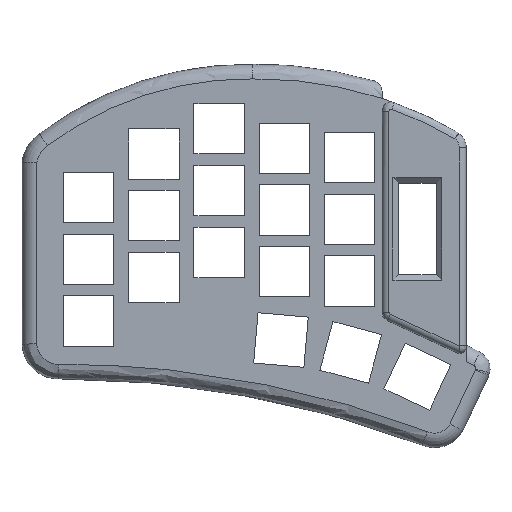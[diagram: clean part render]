
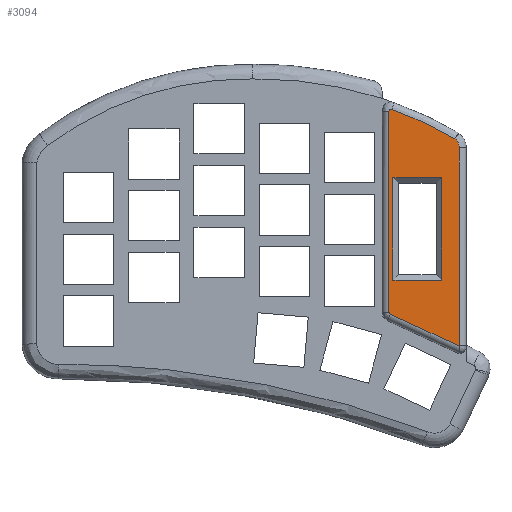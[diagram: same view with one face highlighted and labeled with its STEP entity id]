
A CAD part, top view. The second image highlights one B-rep face of the part: STEP entity #3094.
In plain terms, the highlighted planar face has unit normal (0, 0, 1).
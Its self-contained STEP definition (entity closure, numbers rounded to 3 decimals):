
#45=FACE_BOUND('',#1091,.T.);
#93=LINE('',#4289,#447);
#94=LINE('',#4293,#448);
#95=LINE('',#4297,#449);
#96=LINE('',#4315,#450);
#97=LINE('',#4317,#451);
#98=LINE('',#4319,#452);
#99=LINE('',#4320,#453);
#447=VECTOR('',#3470,10.);
#448=VECTOR('',#3473,10.);
#449=VECTOR('',#3476,10.);
#450=VECTOR('',#3477,10.);
#451=VECTOR('',#3478,10.);
#452=VECTOR('',#3479,10.);
#453=VECTOR('',#3480,10.);
#801=PLANE('',#3276);
#922=FACE_OUTER_BOUND('',#1090,.T.);
#1090=EDGE_LOOP('',(#2165,#2166,#2167,#2168,#2169,#2170,#2171,#2172));
#1091=EDGE_LOOP('',(#2173,#2174,#2175,#2176));
#1304=B_SPLINE_CURVE_WITH_KNOTS('',3,(#4229,#4230,#4231,#4232,#4233,#4234),
 .UNSPECIFIED.,.F.,.F.,(4,1,1,4),(-0.115,-0.082,
-0.049,0.),.UNSPECIFIED.);
#1309=B_SPLINE_CURVE_WITH_KNOTS('',3,(#4299,#4300,#4301,#4302,#4303,#4304,
#4305,#4306),.UNSPECIFIED.,.F.,.F.,(4,2,2,4),(0.018,0.037,
0.308,0.308),.UNSPECIFIED.);
#1310=B_SPLINE_CURVE_WITH_KNOTS('',3,(#4307,#4308,#4309,#4310,#4311,#4312),
 .UNSPECIFIED.,.F.,.F.,(4,2,4),(0.349,2.25,2.269),
 .UNSPECIFIED.);
#1365=CIRCLE('',#3277,0.709);
#1366=CIRCLE('',#3278,0.135);
#1406=VERTEX_POINT('',#4226);
#1407=VERTEX_POINT('',#4228);
#1411=VERTEX_POINT('',#4288);
#1412=VERTEX_POINT('',#4290);
#1413=VERTEX_POINT('',#4292);
#1414=VERTEX_POINT('',#4294);
#1415=VERTEX_POINT('',#4296);
#1416=VERTEX_POINT('',#4298);
#1417=VERTEX_POINT('',#4313);
#1418=VERTEX_POINT('',#4314);
#1419=VERTEX_POINT('',#4316);
#1420=VERTEX_POINT('',#4318);
#1701=EDGE_CURVE('',#1406,#1407,#1304,.T.);
#1707=EDGE_CURVE('',#1411,#1406,#93,.T.);
#1708=EDGE_CURVE('',#1412,#1411,#1365,.T.);
#1709=EDGE_CURVE('',#1413,#1412,#94,.T.);
#1710=EDGE_CURVE('',#1414,#1413,#1366,.T.);
#1711=EDGE_CURVE('',#1415,#1414,#95,.T.);
#1712=EDGE_CURVE('',#1416,#1415,#1309,.T.);
#1713=EDGE_CURVE('',#1407,#1416,#1310,.T.);
#1714=EDGE_CURVE('',#1417,#1418,#96,.T.);
#1715=EDGE_CURVE('',#1419,#1417,#97,.T.);
#1716=EDGE_CURVE('',#1420,#1419,#98,.T.);
#1717=EDGE_CURVE('',#1418,#1420,#99,.T.);
#2165=ORIENTED_EDGE('',*,*,#1701,.F.);
#2166=ORIENTED_EDGE('',*,*,#1707,.F.);
#2167=ORIENTED_EDGE('',*,*,#1708,.F.);
#2168=ORIENTED_EDGE('',*,*,#1709,.F.);
#2169=ORIENTED_EDGE('',*,*,#1710,.F.);
#2170=ORIENTED_EDGE('',*,*,#1711,.F.);
#2171=ORIENTED_EDGE('',*,*,#1712,.F.);
#2172=ORIENTED_EDGE('',*,*,#1713,.F.);
#2173=ORIENTED_EDGE('',*,*,#1714,.F.);
#2174=ORIENTED_EDGE('',*,*,#1715,.F.);
#2175=ORIENTED_EDGE('',*,*,#1716,.F.);
#2176=ORIENTED_EDGE('',*,*,#1717,.F.);
#3094=ADVANCED_FACE('',(#922,#45),#801,.T.);
#3276=AXIS2_PLACEMENT_3D('',#4287,#3468,#3469);
#3277=AXIS2_PLACEMENT_3D('',#4291,#3471,#3472);
#3278=AXIS2_PLACEMENT_3D('',#4295,#3474,#3475);
#3468=DIRECTION('center_axis',(0.,0.,1.));
#3469=DIRECTION('ref_axis',(1.,0.,0.));
#3470=DIRECTION('',(0.,1.,0.));
#3471=DIRECTION('center_axis',(0.,0.,-1.));
#3472=DIRECTION('ref_axis',(-0.81,-0.586,0.));
#3473=DIRECTION('',(-0.908,0.419,0.));
#3474=DIRECTION('center_axis',(0.,0.,-1.));
#3475=DIRECTION('ref_axis',(0.751,-0.661,0.));
#3476=DIRECTION('',(0.,-1.,0.));
#3477=DIRECTION('',(0.,1.,0.));
#3478=DIRECTION('',(1.,0.,0.));
#3479=DIRECTION('',(0.,-1.,0.));
#3480=DIRECTION('',(-1.,0.,0.));
#4226=CARTESIAN_POINT('',(99.465,-10.319,10.));
#4228=CARTESIAN_POINT('',(100.271,-9.755,10.));
#4229=CARTESIAN_POINT('Ctrl Pts',(99.465,-10.319,10.));
#4230=CARTESIAN_POINT('Ctrl Pts',(99.465,-10.209,10.));
#4231=CARTESIAN_POINT('Ctrl Pts',(99.527,-9.99,10.));
#4232=CARTESIAN_POINT('Ctrl Pts',(99.82,-9.718,10.));
#4233=CARTESIAN_POINT('Ctrl Pts',(100.116,-9.699,10.));
#4234=CARTESIAN_POINT('Ctrl Pts',(100.271,-9.755,10.));
#4287=CARTESIAN_POINT('Origin',(109.18,-41.979,10.));
#4288=CARTESIAN_POINT('',(99.465,-65.858,10.));
#4289=CARTESIAN_POINT('',(99.465,-24.393,10.));
#4290=CARTESIAN_POINT('',(99.861,-66.348,10.));
#4291=CARTESIAN_POINT('Origin',(100.158,-65.704,10.));
#4292=CARTESIAN_POINT('',(118.894,-75.122,10.));
#4293=CARTESIAN_POINT('',(99.071,-65.984,10.));
#4294=CARTESIAN_POINT('',(118.877,-75.047,10.));
#4295=CARTESIAN_POINT('Origin',(118.76,-75.114,10.));
#4296=CARTESIAN_POINT('',(118.877,-20.442,10.));
#4297=CARTESIAN_POINT('',(118.877,-58.414,10.));
#4298=CARTESIAN_POINT('',(117.64,-17.911,10.));
#4299=CARTESIAN_POINT('Ctrl Pts',(117.64,-17.911,10.));
#4300=CARTESIAN_POINT('Ctrl Pts',(117.689,-17.953,10.));
#4301=CARTESIAN_POINT('Ctrl Pts',(117.738,-17.996,10.));
#4302=CARTESIAN_POINT('Ctrl Pts',(118.471,-18.628,10.));
#4303=CARTESIAN_POINT('Ctrl Pts',(118.882,-19.534,10.));
#4304=CARTESIAN_POINT('Ctrl Pts',(118.877,-20.438,10.));
#4305=CARTESIAN_POINT('Ctrl Pts',(118.877,-20.44,10.));
#4306=CARTESIAN_POINT('Ctrl Pts',(118.877,-20.442,10.));
#4307=CARTESIAN_POINT('Ctrl Pts',(100.271,-9.755,10.));
#4308=CARTESIAN_POINT('Ctrl Pts',(106.228,-11.926,10.));
#4309=CARTESIAN_POINT('Ctrl Pts',(111.993,-14.627,10.));
#4310=CARTESIAN_POINT('Ctrl Pts',(117.527,-17.845,10.));
#4311=CARTESIAN_POINT('Ctrl Pts',(117.584,-17.878,10.));
#4312=CARTESIAN_POINT('Ctrl Pts',(117.64,-17.911,10.));
#4313=CARTESIAN_POINT('',(114.042,-56.925,10.));
#4314=CARTESIAN_POINT('',(114.042,-28.625,10.));
#4315=CARTESIAN_POINT('',(114.042,-36.052,10.));
#4316=CARTESIAN_POINT('',(100.562,-56.925,10.));
#4317=CARTESIAN_POINT('',(110.861,-56.925,10.));
#4318=CARTESIAN_POINT('',(100.562,-28.625,10.));
#4319=CARTESIAN_POINT('',(100.562,-48.702,10.));
#4320=CARTESIAN_POINT('',(105.621,-28.625,10.));
